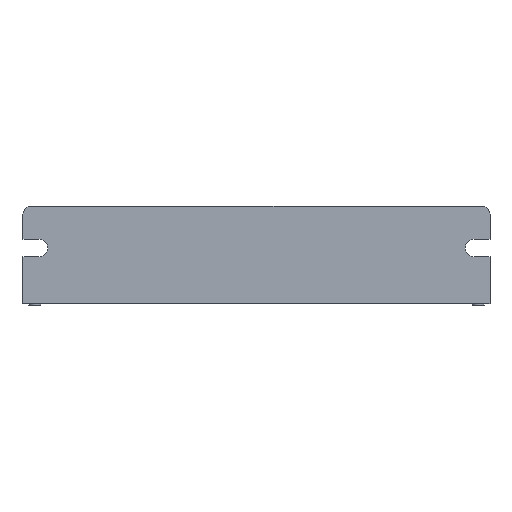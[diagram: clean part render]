
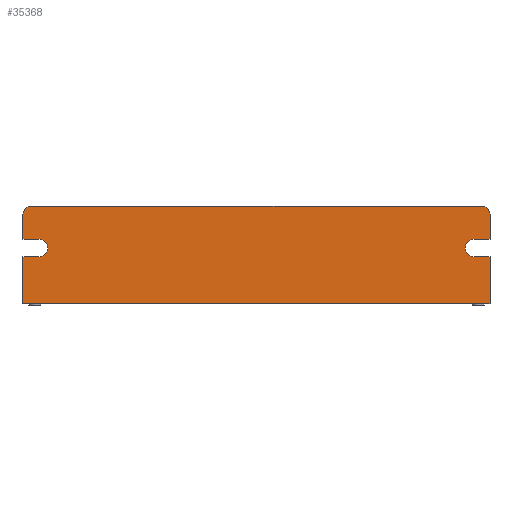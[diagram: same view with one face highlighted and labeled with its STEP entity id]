
A CAD part, top view. The second image highlights one B-rep face of the part: STEP entity #35368.
In plain terms, the highlighted planar face has unit normal (0, 0, 1).
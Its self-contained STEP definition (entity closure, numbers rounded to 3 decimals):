
#9677=DIRECTION('',(-1.,0.,0.));
#9678=VECTOR('',#9677,118.);
#9679=CARTESIAN_POINT('',(59.,0.,34.6));
#9680=LINE('',#9679,#9678);
#9928=DIRECTION('',(1.,0.,0.));
#9929=VECTOR('',#9928,114.);
#9930=CARTESIAN_POINT('',(-57.,24.5,34.6));
#9931=LINE('',#9930,#9929);
#10122=DIRECTION('',(0.,-1.,0.));
#10123=VECTOR('',#10122,11.75);
#10124=CARTESIAN_POINT('',(59.,11.75,34.6));
#10125=LINE('',#10124,#10123);
#10658=CARTESIAN_POINT('',(-57.,22.5,34.6));
#10659=DIRECTION('',(0.,0.,1.));
#10660=DIRECTION('',(0.,1.,0.));
#10661=AXIS2_PLACEMENT_3D('',#10658,#10659,#10660);
#10663=CARTESIAN_POINT('',(57.,22.5,34.6));
#10664=DIRECTION('',(0.,0.,1.));
#10665=DIRECTION('',(1.,0.,0.));
#10666=AXIS2_PLACEMENT_3D('',#10663,#10664,#10665);
#10668=CARTESIAN_POINT('',(55.,14.,34.6));
#10669=DIRECTION('',(0.,0.,-1.));
#10670=DIRECTION('',(0.,-1.,0.));
#10671=AXIS2_PLACEMENT_3D('',#10668,#10669,#10670);
#10673=DIRECTION('',(0.,-1.,0.));
#10674=VECTOR('',#10673,11.75);
#10675=CARTESIAN_POINT('',(-59.,11.75,34.6));
#10676=LINE('',#10675,#10674);
#10677=CARTESIAN_POINT('',(-55.,14.,34.6));
#10678=DIRECTION('',(0.,0.,-1.));
#10679=DIRECTION('',(0.,1.,0.));
#10680=AXIS2_PLACEMENT_3D('',#10677,#10678,#10679);
#10682=DIRECTION('',(1.,0.,0.));
#10683=VECTOR('',#10682,4.);
#10684=CARTESIAN_POINT('',(-59.,16.25,34.6));
#10685=LINE('',#10684,#10683);
#10686=DIRECTION('',(0.,-1.,0.));
#10687=VECTOR('',#10686,6.25);
#10688=CARTESIAN_POINT('',(-59.,22.5,34.6));
#10689=LINE('',#10688,#10687);
#10722=DIRECTION('',(-1.,0.,0.));
#10723=VECTOR('',#10722,4.);
#10724=CARTESIAN_POINT('',(-55.,11.75,34.6));
#10725=LINE('',#10724,#10723);
#11522=DIRECTION('',(0.,-1.,0.));
#11523=VECTOR('',#11522,6.25);
#11524=CARTESIAN_POINT('',(59.,22.5,34.6));
#11525=LINE('',#11524,#11523);
#11530=DIRECTION('',(1.,0.,0.));
#11531=VECTOR('',#11530,4.);
#11532=CARTESIAN_POINT('',(55.,16.25,34.6));
#11533=LINE('',#11532,#11531);
#11554=DIRECTION('',(-1.,0.,0.));
#11555=VECTOR('',#11554,4.);
#11556=CARTESIAN_POINT('',(59.,11.75,34.6));
#11557=LINE('',#11556,#11555);
#14147=CARTESIAN_POINT('',(-55.,16.25,34.6));
#14149=VERTEX_POINT('',#14147);
#14152=CARTESIAN_POINT('',(55.,16.25,34.6));
#14154=VERTEX_POINT('',#14152);
#14155=CARTESIAN_POINT('',(55.,11.75,34.6));
#14157=VERTEX_POINT('',#14155);
#14200=CARTESIAN_POINT('',(-55.,11.75,34.6));
#14202=VERTEX_POINT('',#14200);
#14203=CARTESIAN_POINT('',(-59.,22.5,34.6));
#14205=VERTEX_POINT('',#14203);
#14209=CARTESIAN_POINT('',(-59.,16.25,34.6));
#14210=VERTEX_POINT('',#14209);
#14215=CARTESIAN_POINT('',(-59.,0.,34.6));
#14216=VERTEX_POINT('',#14215);
#14217=CARTESIAN_POINT('',(-59.,11.75,34.6));
#14218=VERTEX_POINT('',#14217);
#14225=CARTESIAN_POINT('',(-57.,24.5,34.6));
#14226=VERTEX_POINT('',#14225);
#14237=CARTESIAN_POINT('',(57.,24.5,34.6));
#14238=VERTEX_POINT('',#14237);
#14239=CARTESIAN_POINT('',(59.,22.5,34.6));
#14240=VERTEX_POINT('',#14239);
#14241=CARTESIAN_POINT('',(59.,16.25,34.6));
#14242=VERTEX_POINT('',#14241);
#14243=CARTESIAN_POINT('',(59.,11.75,34.6));
#14244=CARTESIAN_POINT('',(59.,0.,34.6));
#14245=VERTEX_POINT('',#14243);
#14246=VERTEX_POINT('',#14244);
#35336=CARTESIAN_POINT('',(0.,12.25,34.6));
#35337=DIRECTION('',(0.,0.,1.));
#35338=DIRECTION('',(0.,-1.,0.));
#35339=AXIS2_PLACEMENT_3D('',#35336,#35337,#35338);
#35340=PLANE('',#35339);
#35342=ORIENTED_EDGE('',*,*,#35341,.F.);
#35343=ORIENTED_EDGE('',*,*,#34161,.T.);
#35345=ORIENTED_EDGE('',*,*,#35344,.F.);
#35347=ORIENTED_EDGE('',*,*,#35346,.T.);
#35349=ORIENTED_EDGE('',*,*,#35348,.F.);
#35351=ORIENTED_EDGE('',*,*,#35350,.F.);
#35353=ORIENTED_EDGE('',*,*,#35352,.F.);
#35354=ORIENTED_EDGE('',*,*,#34449,.T.);
#35355=ORIENTED_EDGE('',*,*,#33878,.T.);
#35357=ORIENTED_EDGE('',*,*,#35356,.F.);
#35359=ORIENTED_EDGE('',*,*,#35358,.F.);
#35361=ORIENTED_EDGE('',*,*,#35360,.F.);
#35363=ORIENTED_EDGE('',*,*,#35362,.F.);
#35365=ORIENTED_EDGE('',*,*,#35364,.F.);
#35366=EDGE_LOOP('',(#35342,#35343,#35345,#35347,#35349,#35351,#35353,#35354,
#35355,#35357,#35359,#35361,#35363,#35365));
#35367=FACE_OUTER_BOUND('',#35366,.F.);
#35368=ADVANCED_FACE('',(#35367),#35340,.T.);
#10662=CIRCLE('',#10661,2.);
#10667=CIRCLE('',#10666,2.);
#10672=CIRCLE('',#10671,2.25);
#10681=CIRCLE('',#10680,2.25);
#33878=EDGE_CURVE('',#14246,#14216,#9680,.T.);
#34161=EDGE_CURVE('',#14226,#14238,#9931,.T.);
#34449=EDGE_CURVE('',#14245,#14246,#10125,.T.);
#35341=EDGE_CURVE('',#14226,#14205,#10662,.T.);
#35344=EDGE_CURVE('',#14240,#14238,#10667,.T.);
#35346=EDGE_CURVE('',#14240,#14242,#11525,.T.);
#35348=EDGE_CURVE('',#14154,#14242,#11533,.T.);
#35350=EDGE_CURVE('',#14157,#14154,#10672,.T.);
#35352=EDGE_CURVE('',#14245,#14157,#11557,.T.);
#35356=EDGE_CURVE('',#14218,#14216,#10676,.T.);
#35358=EDGE_CURVE('',#14202,#14218,#10725,.T.);
#35360=EDGE_CURVE('',#14149,#14202,#10681,.T.);
#35362=EDGE_CURVE('',#14210,#14149,#10685,.T.);
#35364=EDGE_CURVE('',#14205,#14210,#10689,.T.);
